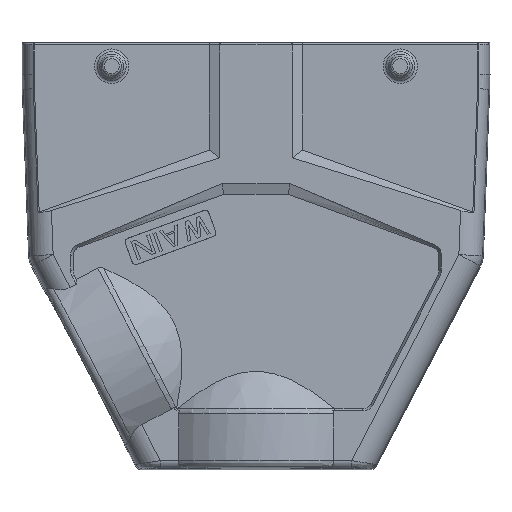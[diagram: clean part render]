
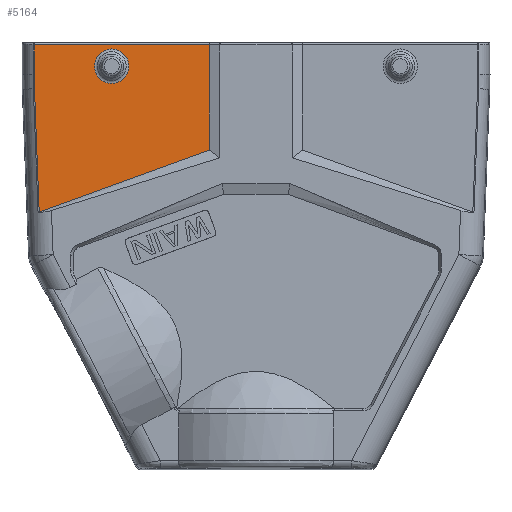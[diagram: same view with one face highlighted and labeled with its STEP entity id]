
A CAD part, top view. The second image highlights one B-rep face of the part: STEP entity #5164.
In plain terms, the highlighted planar face has unit normal (0, 0, 1).
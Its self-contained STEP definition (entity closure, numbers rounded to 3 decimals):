
#3391=PLANE('',#10619);
#3628=FACE_BOUND('',#6054,.T.);
#3629=FACE_BOUND('',#6055,.T.);
#3723=CIRCLE('',#10612,4.414);
#3919=LINE('',#13442,#4537);
#3920=LINE('',#13446,#4538);
#3922=LINE('',#13481,#4540);
#3923=LINE('',#13483,#4541);
#3924=LINE('',#13485,#4542);
#4537=VECTOR('',#11310,1.);
#4538=VECTOR('',#11315,1.);
#4540=VECTOR('',#11323,1.);
#4541=VECTOR('',#11324,1.);
#4542=VECTOR('',#11325,1.);
#5164=ADVANCED_FACE('',(#3628,#3629),#3391,.T.);
#6054=EDGE_LOOP('',(#6588));
#6055=EDGE_LOOP('',(#6589,#6590,#6591,#6592,#6593,#6594));
#6588=ORIENTED_EDGE('',*,*,#9366,.T.);
#6589=ORIENTED_EDGE('',*,*,#9369,.T.);
#6590=ORIENTED_EDGE('',*,*,#9377,.T.);
#6591=ORIENTED_EDGE('',*,*,#9378,.T.);
#6592=ORIENTED_EDGE('',*,*,#9379,.F.);
#6593=ORIENTED_EDGE('',*,*,#9371,.F.);
#6594=ORIENTED_EDGE('',*,*,#9375,.T.);
#8692=VERTEX_POINT('',#13432);
#8695=VERTEX_POINT('',#13441);
#8696=VERTEX_POINT('',#13443);
#8697=VERTEX_POINT('',#13447);
#8698=VERTEX_POINT('',#13448);
#8701=VERTEX_POINT('',#13482);
#8702=VERTEX_POINT('',#13484);
#9366=EDGE_CURVE('',#8692,#8692,#3723,.T.);
#9369=EDGE_CURVE('',#8696,#8695,#3919,.T.);
#9371=EDGE_CURVE('',#8697,#8698,#3920,.T.);
#9375=EDGE_CURVE('',#8697,#8696,#10398,.T.);
#9377=EDGE_CURVE('',#8695,#8701,#3922,.T.);
#9378=EDGE_CURVE('',#8701,#8702,#3923,.T.);
#9379=EDGE_CURVE('',#8698,#8702,#3924,.T.);
#10398=B_SPLINE_CURVE_WITH_KNOTS('',3,(#13455,#13456,#13457,#13458,#13459,
#13460,#13461),.UNSPECIFIED.,.F.,.F.,(4,3,4),(0.,0.5,1.),
 .UNSPECIFIED.);
#10612=AXIS2_PLACEMENT_3D('',#13431,#11305,#11306);
#10619=AXIS2_PLACEMENT_3D('',#13486,#11326,#11327);
#11305=DIRECTION('',(0.,0.,-1.));
#11306=DIRECTION('',(1.,0.,0.));
#11310=DIRECTION('',(0.038,-0.999,0.));
#11315=DIRECTION('',(0.,1.,0.));
#11323=DIRECTION('',(0.94,0.342,0.));
#11324=DIRECTION('',(0.,1.,0.));
#11325=DIRECTION('',(1.,0.,0.));
#11326=DIRECTION('',(0.,0.,1.));
#11327=DIRECTION('',(1.,0.,0.));
#13431=CARTESIAN_POINT('',(-147.,48.,21.5));
#13432=CARTESIAN_POINT('',(-142.586,48.,21.5));
#13441=CARTESIAN_POINT('',(-165.602,10.63,21.5));
#13442=CARTESIAN_POINT('',(-166.813,42.486,21.5));
#13443=CARTESIAN_POINT('',(-166.803,42.214,21.5));
#13446=CARTESIAN_POINT('',(-166.873,-41.877,21.5));
#13447=CARTESIAN_POINT('',(-166.873,45.907,21.5));
#13448=CARTESIAN_POINT('',(-166.873,53.453,21.5));
#13455=CARTESIAN_POINT('',(-166.873,45.907,21.5));
#13456=CARTESIAN_POINT('',(-166.873,45.291,21.5));
#13457=CARTESIAN_POINT('',(-166.868,44.676,21.5));
#13458=CARTESIAN_POINT('',(-166.856,44.061,21.5));
#13459=CARTESIAN_POINT('',(-166.844,43.445,21.5));
#13460=CARTESIAN_POINT('',(-166.827,42.829,21.5));
#13461=CARTESIAN_POINT('',(-166.803,42.214,21.5));
#13481=CARTESIAN_POINT('',(-165.602,10.63,21.5));
#13482=CARTESIAN_POINT('',(-122.,26.5,21.5));
#13483=CARTESIAN_POINT('',(-122.,-41.877,21.5));
#13484=CARTESIAN_POINT('',(-122.,53.453,21.5));
#13485=CARTESIAN_POINT('',(-131.549,53.453,21.5));
#13486=CARTESIAN_POINT('',(-131.549,-41.877,21.5));
